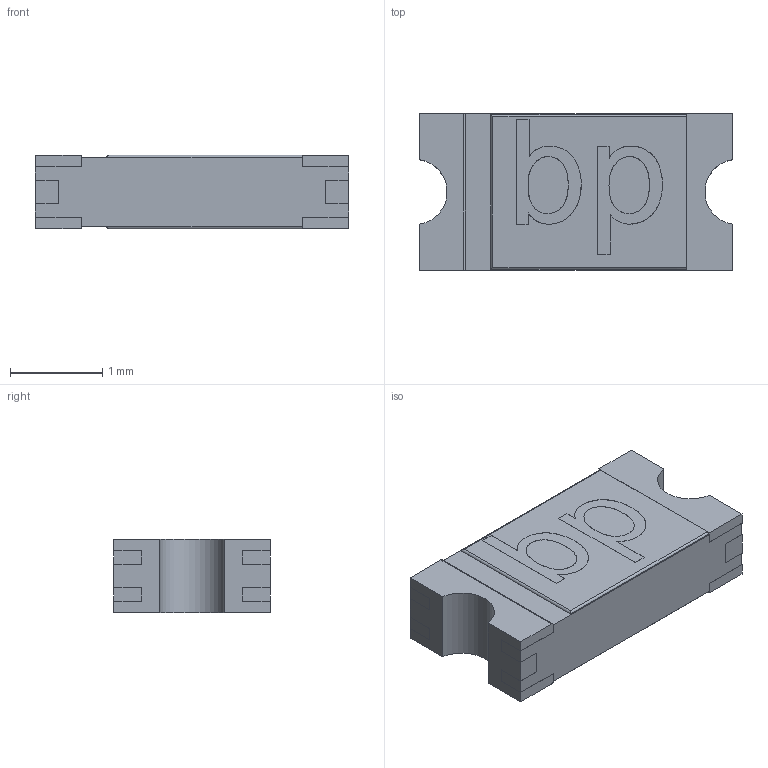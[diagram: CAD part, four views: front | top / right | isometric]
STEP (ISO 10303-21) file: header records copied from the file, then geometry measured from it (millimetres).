
FILE_DESCRIPTION(('FreeCAD Model'),'2;1');
FILE_NAME('0ZCJ0035FF2G.step','2020-03-11T00:28:08',('Author'),(''), 'Open CASCADE STEP processor 7.3','FreeCAD','Unknown');
FILE_SCHEMA(('AUTOMOTIVE_DESIGN { 1 0 10303 214 1 1 1 1 }'));
Length unit declared in the file: millimetre
Products named in the file (1): 0ZCJ0035FF2G
Bounding box: 3.4 x 1.7 x 0.8 mm (x, y, z)
Volume: 4.3 mm3; surface area: 19.6 mm2
Topology: 1 solids, 1 shells, 218 faces, 580 edges, 372 vertices
Faces by surface type: plane 140, extrusion 68, cylinder 10
Entity records: 16683 total; most frequent: CARTESIAN_POINT 4063, DIRECTION 1770, VECTOR 1432, LINE 1364, ORIENTED_EDGE 1160, PCURVE 1160, DEFINITIONAL_REPRESENTATION 1160, EDGE_CURVE 580
